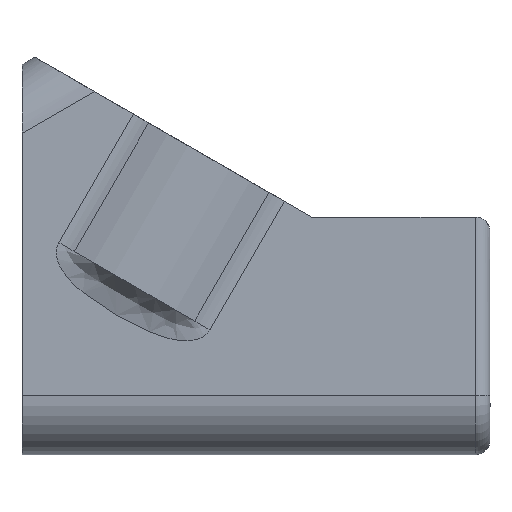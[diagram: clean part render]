
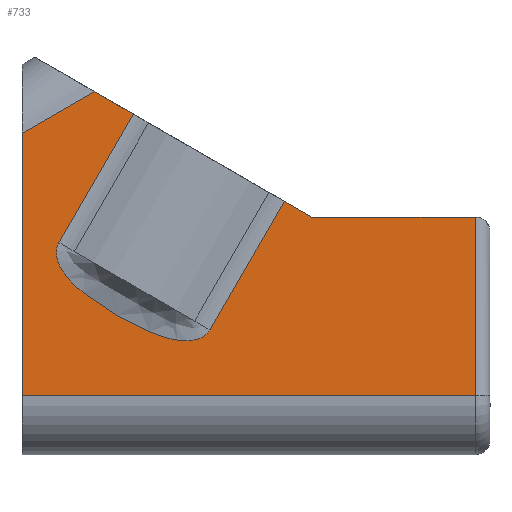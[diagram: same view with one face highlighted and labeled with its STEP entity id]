
A CAD part, left-side view. The second image highlights one B-rep face of the part: STEP entity #733.
In plain terms, the highlighted planar face has unit normal (-1, 0, 0).
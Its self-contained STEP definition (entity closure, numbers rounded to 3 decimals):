
#48=LINE('',#1188,#114);
#49=LINE('',#1190,#115);
#50=LINE('',#1192,#116);
#51=LINE('',#1194,#117);
#52=LINE('',#1196,#118);
#53=LINE('',#1198,#119);
#54=LINE('',#1200,#120);
#55=LINE('',#1202,#121);
#56=LINE('',#1203,#122);
#114=VECTOR('',#884,10.);
#115=VECTOR('',#885,10.);
#116=VECTOR('',#886,10.);
#117=VECTOR('',#887,10.);
#118=VECTOR('',#888,10.);
#119=VECTOR('',#889,10.);
#120=VECTOR('',#890,10.);
#121=VECTOR('',#891,10.);
#122=VECTOR('',#892,10.);
#180=PLANE('',#792);
#197=FACE_OUTER_BOUND('',#240,.T.);
#240=EDGE_LOOP('',(#510,#511,#512,#513,#514,#515,#516,#517,#518,#519));
#283=B_SPLINE_CURVE_WITH_KNOTS('',3,(#1175,#1176,#1177,#1178,#1179,#1180,
#1181,#1182,#1183,#1184,#1185),.UNSPECIFIED.,.F.,.F.,(4,1,1,1,1,1,1,1,4),
(-1.361,-1.322,-1.283,-1.206,
-1.128,-0.972,-0.894,-0.856,
-0.817),.UNSPECIFIED.);
#323=VERTEX_POINT('',#1169);
#325=VERTEX_POINT('',#1173);
#326=VERTEX_POINT('',#1187);
#327=VERTEX_POINT('',#1189);
#328=VERTEX_POINT('',#1191);
#329=VERTEX_POINT('',#1193);
#330=VERTEX_POINT('',#1195);
#331=VERTEX_POINT('',#1197);
#332=VERTEX_POINT('',#1199);
#333=VERTEX_POINT('',#1201);
#397=EDGE_CURVE('',#325,#323,#283,.T.);
#398=EDGE_CURVE('',#326,#325,#48,.T.);
#399=EDGE_CURVE('',#327,#326,#49,.T.);
#400=EDGE_CURVE('',#328,#327,#50,.T.);
#401=EDGE_CURVE('',#329,#328,#51,.T.);
#402=EDGE_CURVE('',#330,#329,#52,.T.);
#403=EDGE_CURVE('',#331,#330,#53,.T.);
#404=EDGE_CURVE('',#332,#331,#54,.T.);
#405=EDGE_CURVE('',#333,#332,#55,.T.);
#406=EDGE_CURVE('',#323,#333,#56,.T.);
#510=ORIENTED_EDGE('',*,*,#397,.F.);
#511=ORIENTED_EDGE('',*,*,#398,.F.);
#512=ORIENTED_EDGE('',*,*,#399,.F.);
#513=ORIENTED_EDGE('',*,*,#400,.F.);
#514=ORIENTED_EDGE('',*,*,#401,.F.);
#515=ORIENTED_EDGE('',*,*,#402,.F.);
#516=ORIENTED_EDGE('',*,*,#403,.F.);
#517=ORIENTED_EDGE('',*,*,#404,.F.);
#518=ORIENTED_EDGE('',*,*,#405,.F.);
#519=ORIENTED_EDGE('',*,*,#406,.F.);
#733=ADVANCED_FACE('',(#197),#180,.T.);
#792=AXIS2_PLACEMENT_3D('',#1186,#882,#883);
#882=DIRECTION('center_axis',(-1.,0.,0.));
#883=DIRECTION('ref_axis',(0.,0.,1.));
#884=DIRECTION('',(0.,0.5,-0.866));
#885=DIRECTION('',(0.,-0.866,-0.5));
#886=DIRECTION('',(0.,-0.866,0.5));
#887=DIRECTION('',(0.,0.,1.));
#888=DIRECTION('',(0.,1.,0.));
#889=DIRECTION('',(0.,0.,-1.));
#890=DIRECTION('',(0.,-1.,0.));
#891=DIRECTION('',(0.,-0.866,-0.5));
#892=DIRECTION('',(0.,-0.5,0.866));
#1169=CARTESIAN_POINT('',(13.68,21.98,30.01));
#1173=CARTESIAN_POINT('',(13.68,26.05,32.36));
#1175=CARTESIAN_POINT('Ctrl Pts',(13.68,26.05,32.36));
#1176=CARTESIAN_POINT('Ctrl Pts',(13.68,26.115,32.247));
#1177=CARTESIAN_POINT('Ctrl Pts',(13.68,26.14,31.971));
#1178=CARTESIAN_POINT('Ctrl Pts',(13.68,25.918,31.491));
#1179=CARTESIAN_POINT('Ctrl Pts',(13.68,25.45,31.025));
#1180=CARTESIAN_POINT('Ctrl Pts',(13.68,24.595,30.44));
#1181=CARTESIAN_POINT('Ctrl Pts',(13.68,23.683,29.939));
#1182=CARTESIAN_POINT('Ctrl Pts',(13.68,22.798,29.689));
#1183=CARTESIAN_POINT('Ctrl Pts',(13.68,22.269,29.74));
#1184=CARTESIAN_POINT('Ctrl Pts',(13.68,22.045,29.898));
#1185=CARTESIAN_POINT('Ctrl Pts',(13.68,21.98,30.01));
#1186=CARTESIAN_POINT('Origin',(13.68,19.244,28.349));
#1187=CARTESIAN_POINT('',(13.68,24.05,35.824));
#1188=CARTESIAN_POINT('',(13.68,25.05,34.092));
#1189=CARTESIAN_POINT('',(13.68,25.097,36.428));
#1190=CARTESIAN_POINT('',(13.68,19.754,33.343));
#1191=CARTESIAN_POINT('',(13.68,27.044,35.305));
#1192=CARTESIAN_POINT('',(13.68,25.138,36.405));
#1193=CARTESIAN_POINT('',(13.68,27.044,28.249));
#1194=CARTESIAN_POINT('',(13.68,27.044,30.849));
#1195=CARTESIAN_POINT('',(13.68,14.844,28.249));
#1196=CARTESIAN_POINT('',(13.68,19.244,28.249));
#1197=CARTESIAN_POINT('',(13.68,14.844,33.049));
#1198=CARTESIAN_POINT('',(13.68,14.844,29.199));
#1199=CARTESIAN_POINT('',(13.68,19.244,33.049));
#1200=CARTESIAN_POINT('',(13.68,19.244,33.049));
#1201=CARTESIAN_POINT('',(13.68,19.98,33.474));
#1202=CARTESIAN_POINT('',(13.68,19.754,33.343));
#1203=CARTESIAN_POINT('',(13.68,20.98,31.742));
